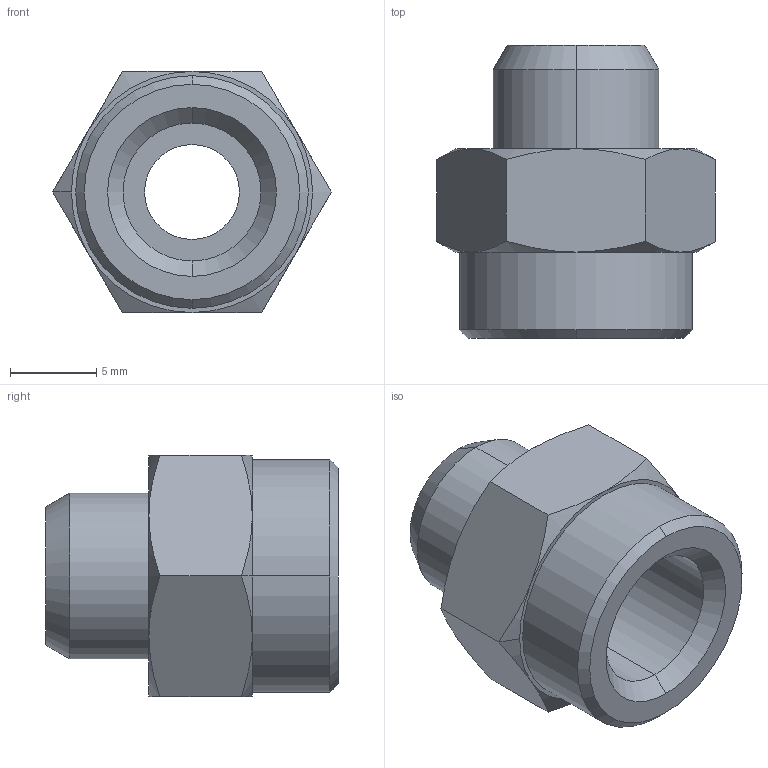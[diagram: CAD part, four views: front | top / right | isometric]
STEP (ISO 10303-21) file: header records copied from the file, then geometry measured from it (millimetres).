
FILE_DESCRIPTION (( 'STEP AP214' ), '1' );
FILE_NAME ('DRF.MF0101.STEP', '2017-12-04T10:42:28', ( '' ), ( '' ), 'SwSTEP 2.0', 'SolidWorks 2018', '' );
FILE_SCHEMA (( 'AUTOMOTIVE_DESIGN' ));
Length unit declared in the file: millimetre
Products named in the file (1): DRF.MF0101
Bounding box: 16.17 x 17 x 14 mm (x, y, z)
Volume: 1501.2 mm3; surface area: 1271.3 mm2
Topology: 1 solids, 1 shells, 40 faces, 86 edges, 51 vertices
Faces by surface type: cone 21, plane 11, cylinder 8
Entity records: 1331 total; most frequent: CARTESIAN_POINT 442, DIRECTION 183, ORIENTED_EDGE 172, EDGE_CURVE 86, AXIS2_PLACEMENT_3D 80, VERTEX_POINT 51, EDGE_LOOP 45, ADVANCED_FACE 40
